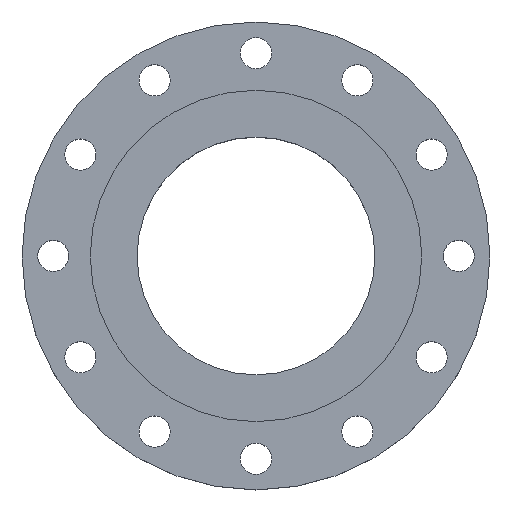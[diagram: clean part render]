
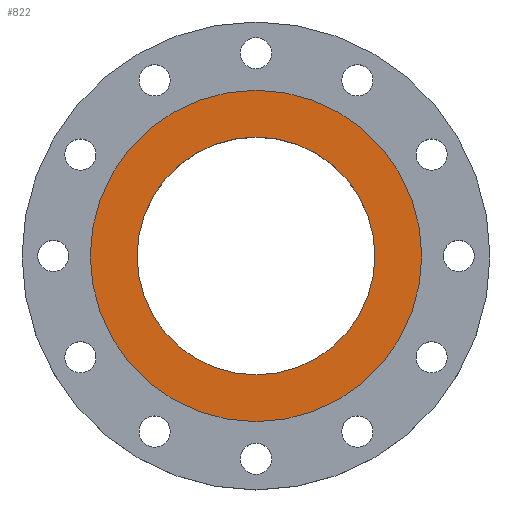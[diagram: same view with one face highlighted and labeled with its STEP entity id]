
A CAD part, top view. The second image highlights one B-rep face of the part: STEP entity #822.
In plain terms, the highlighted planar face has unit normal (0, 0, 1).
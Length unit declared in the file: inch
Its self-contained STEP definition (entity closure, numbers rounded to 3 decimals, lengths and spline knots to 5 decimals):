
#22 = VERTEX_POINT ( 'NONE', #1130 ) ;
#67 = CARTESIAN_POINT ( 'NONE',  ( 0., 0., 0. ) ) ;
#149 = DIRECTION ( 'NONE',  ( 0., 0., -1. ) ) ;
#152 = CARTESIAN_POINT ( 'NONE',  ( -3.8125, 0., 0. ) ) ;
#203 = CIRCLE ( 'NONE', #292, 5.3125 ) ;
#225 = CIRCLE ( 'NONE', #1418, 5.3125 ) ;
#257 = CARTESIAN_POINT ( 'NONE',  ( 0., 3.8125, 0. ) ) ;
#281 = VERTEX_POINT ( 'NONE', #344 ) ;
#292 = AXIS2_PLACEMENT_3D ( 'NONE', #67, #1395, #1288 ) ;
#305 = EDGE_CURVE ( 'NONE', #22, #1125, #744, .T. ) ;
#307 = DIRECTION ( 'NONE',  ( 0., 0., 1. ) ) ;
#343 = EDGE_LOOP ( 'NONE', ( #436, #1291 ) ) ;
#344 = CARTESIAN_POINT ( 'NONE',  ( 5.3125, 0., 0. ) ) ;
#436 = ORIENTED_EDGE ( 'NONE', *, *, #305, .F. ) ;
#444 = AXIS2_PLACEMENT_3D ( 'NONE', #586, #552, #1138 ) ;
#537 = DIRECTION ( 'NONE',  ( 0., 0., 1. ) ) ;
#552 = DIRECTION ( 'NONE',  ( 0., 0., 1. ) ) ;
#586 = CARTESIAN_POINT ( 'NONE',  ( 0., 0., 0. ) ) ;
#602 = CARTESIAN_POINT ( 'NONE',  ( -5.3125, 0., 0. ) ) ;
#609 = PLANE ( 'NONE',  #1308 ) ;
#626 = DIRECTION ( 'NONE',  ( -1., 0., 0. ) ) ;
#654 = CARTESIAN_POINT ( 'NONE',  ( 0., 0., 0. ) ) ;
#659 = DIRECTION ( 'NONE',  ( 1., 0., 0. ) ) ;
#723 = EDGE_CURVE ( 'NONE', #281, #838, #203, .T. ) ;
#735 = AXIS2_PLACEMENT_3D ( 'NONE', #1432, #537, #1095 ) ;
#744 = CIRCLE ( 'NONE', #444, 3.8125 ) ;
#804 = ORIENTED_EDGE ( 'NONE', *, *, #723, .T. ) ;
#816 = FACE_OUTER_BOUND ( 'NONE', #1040, .T. ) ;
#822 = ADVANCED_FACE ( 'NONE', ( #1403, #816 ), #609, .F. ) ;
#838 = VERTEX_POINT ( 'NONE', #602 ) ;
#1029 = ORIENTED_EDGE ( 'NONE', *, *, #1362, .T. ) ;
#1040 = EDGE_LOOP ( 'NONE', ( #804, #1029 ) ) ;
#1095 = DIRECTION ( 'NONE',  ( 1., 0., 0. ) ) ;
#1125 = VERTEX_POINT ( 'NONE', #152 ) ;
#1130 = CARTESIAN_POINT ( 'NONE',  ( 3.8125, 0., 0. ) ) ;
#1138 = DIRECTION ( 'NONE',  ( 1., 0., 0. ) ) ;
#1157 = CIRCLE ( 'NONE', #735, 3.8125 ) ;
#1288 = DIRECTION ( 'NONE',  ( 1., 0., 0. ) ) ;
#1291 = ORIENTED_EDGE ( 'NONE', *, *, #1381, .F. ) ;
#1308 = AXIS2_PLACEMENT_3D ( 'NONE', #257, #149, #626 ) ;
#1362 = EDGE_CURVE ( 'NONE', #838, #281, #225, .T. ) ;
#1381 = EDGE_CURVE ( 'NONE', #1125, #22, #1157, .T. ) ;
#1395 = DIRECTION ( 'NONE',  ( 0., 0., 1. ) ) ;
#1403 = FACE_BOUND ( 'NONE', #343, .T. ) ;
#1418 = AXIS2_PLACEMENT_3D ( 'NONE', #654, #307, #659 ) ;
#1432 = CARTESIAN_POINT ( 'NONE',  ( 0., 0., 0. ) ) ;
